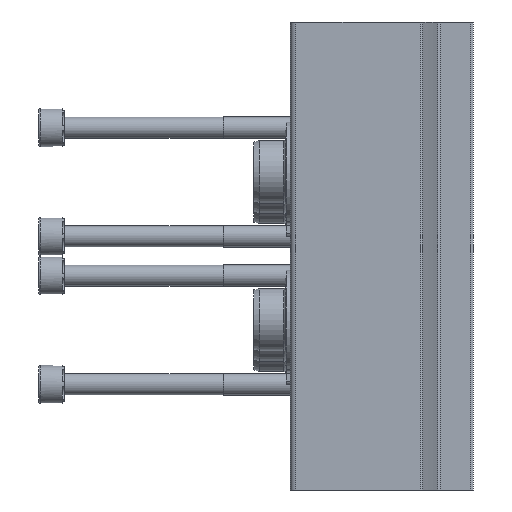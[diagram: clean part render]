
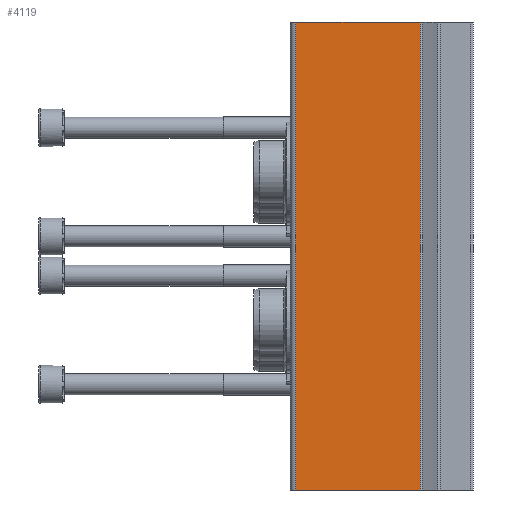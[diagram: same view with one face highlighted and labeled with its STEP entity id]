
A CAD part, left-side view. The second image highlights one B-rep face of the part: STEP entity #4119.
In plain terms, the highlighted planar face has unit normal (-1, 0, 0).
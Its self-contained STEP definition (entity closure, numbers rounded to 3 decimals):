
#134=PLANE('',#4447);
#544=ORIENTED_EDGE('',*,*,#1662,.F.);
#545=ORIENTED_EDGE('',*,*,#1661,.F.);
#546=ORIENTED_EDGE('',*,*,#1663,.T.);
#547=ORIENTED_EDGE('',*,*,#1664,.T.);
#1661=EDGE_CURVE('',#2220,#2218,#2619,.T.);
#1662=EDGE_CURVE('',#2218,#2221,#2620,.T.);
#1663=EDGE_CURVE('',#2220,#2222,#2621,.T.);
#1664=EDGE_CURVE('',#2222,#2221,#2622,.T.);
#2218=VERTEX_POINT('',#6456);
#2220=VERTEX_POINT('',#6460);
#2221=VERTEX_POINT('',#6464);
#2222=VERTEX_POINT('',#6466);
#2619=LINE('',#6461,#2913);
#2620=LINE('',#6463,#2914);
#2621=LINE('',#6465,#2915);
#2622=LINE('',#6467,#2916);
#2913=VECTOR('',#4992,1000.);
#2914=VECTOR('',#4995,1000.);
#2915=VECTOR('',#4996,1000.);
#2916=VECTOR('',#4997,1000.);
#3215=EDGE_LOOP('',(#544,#545,#546,#547));
#3626=FACE_BOUND('',#3215,.T.);
#4119=ADVANCED_FACE('',(#3626),#134,.T.);
#4447=AXIS2_PLACEMENT_3D('',#6462,#4993,#4994);
#4992=DIRECTION('',(0.,0.,1.));
#4993=DIRECTION('',(-1.,0.,0.));
#4994=DIRECTION('',(0.,0.,1.));
#4995=DIRECTION('',(0.,-1.,0.));
#4996=DIRECTION('',(0.,-1.,0.));
#4997=DIRECTION('',(0.,0.,1.));
#6456=CARTESIAN_POINT('',(-40.25,33.,0.));
#6460=CARTESIAN_POINT('',(-40.25,33.,-87.));
#6461=CARTESIAN_POINT('',(-40.25,33.,-87.));
#6462=CARTESIAN_POINT('',(-40.25,33.,-87.));
#6463=CARTESIAN_POINT('',(-40.25,33.,0.));
#6464=CARTESIAN_POINT('',(-40.25,9.853,0.));
#6465=CARTESIAN_POINT('',(-40.25,33.,-87.));
#6466=CARTESIAN_POINT('',(-40.25,9.853,-87.));
#6467=CARTESIAN_POINT('',(-40.25,9.853,-87.));
